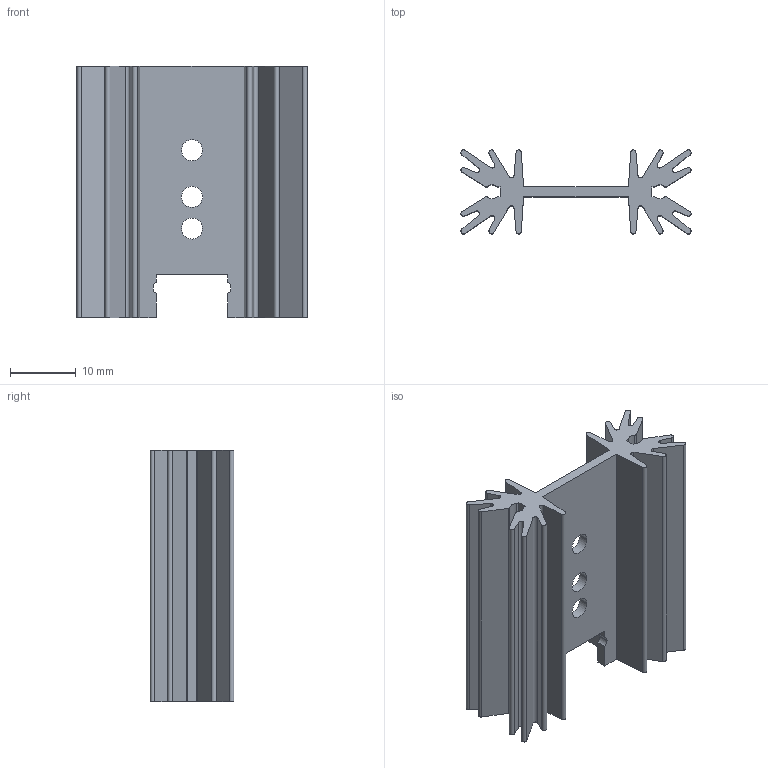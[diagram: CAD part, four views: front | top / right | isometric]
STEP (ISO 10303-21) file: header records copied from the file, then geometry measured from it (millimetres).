
FILE_DESCRIPTION (( 'STEP AP214' ), '1' );
FILE_NAME ('Heatsink_Fischer_SK104-STCB_35x13mm.STEP', '2022-10-30T16:11:49', ( 'Windows User' ), ( '' ), 'SwSTEP 2.0', 'SolidWorks 2020', '' );
FILE_SCHEMA (( 'AUTOMOTIVE_DESIGN' ));
Length unit declared in the file: millimetre
Products named in the file (1): Heatsink_Fischer_SK104-STCB_35x13mm
Bounding box: 34.9 x 12.7 x 38.1 mm (x, y, z)
Volume: 5612.5 mm3; surface area: 7506.7 mm2
Topology: 1 solids, 1 shells, 94 faces, 276 edges, 184 vertices
Faces by surface type: plane 48, cylinder 46
Entity records: 3198 total; most frequent: DIRECTION 558, CARTESIAN_POINT 555, ORIENTED_EDGE 552, EDGE_CURVE 276, AXIS2_PLACEMENT_3D 187, LINE 184, VECTOR 184, VERTEX_POINT 184
